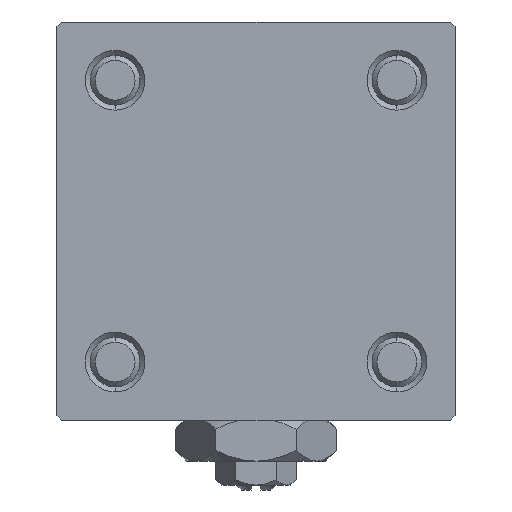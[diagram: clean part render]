
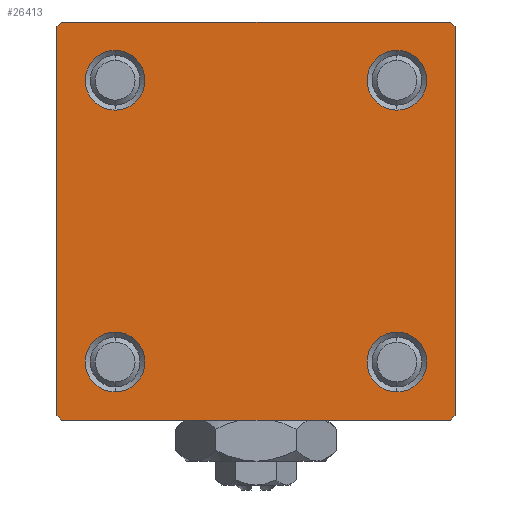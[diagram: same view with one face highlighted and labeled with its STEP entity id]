
A CAD part, left-side view. The second image highlights one B-rep face of the part: STEP entity #26413.
In plain terms, the highlighted planar face has unit normal (-1, 0, 0).
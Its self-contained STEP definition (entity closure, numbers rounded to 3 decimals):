
#200 = VERTEX_POINT ( 'NONE', #5401 ) ;
#566 = FACE_BOUND ( 'NONE', #43174, .T. ) ;
#962 = CARTESIAN_POINT ( 'NONE',  ( 0., 14.15, 17.15 ) ) ;
#1438 = ORIENTED_EDGE ( 'NONE', *, *, #45988, .T. ) ;
#1495 = ORIENTED_EDGE ( 'NONE', *, *, #48655, .T. ) ;
#2726 = CARTESIAN_POINT ( 'NONE',  ( 0., -19.5, -20. ) ) ;
#3069 = DIRECTION ( 'NONE',  ( 0., -0.707, -0.707 ) ) ;
#3983 = FACE_BOUND ( 'NONE', #30497, .T. ) ;
#4313 = LINE ( 'NONE', #8230, #27729 ) ;
#4586 = AXIS2_PLACEMENT_3D ( 'NONE', #16686, #8607, #17464 ) ;
#4915 = VERTEX_POINT ( 'NONE', #41166 ) ;
#5401 = CARTESIAN_POINT ( 'NONE',  ( 0., 20., 19.5 ) ) ;
#5649 = CARTESIAN_POINT ( 'NONE',  ( 0., -14.15, 14.15 ) ) ;
#6161 = EDGE_CURVE ( 'NONE', #48638, #200, #4313, .T. ) ;
#6784 = CARTESIAN_POINT ( 'NONE',  ( 0., 14.15, -14.15 ) ) ;
#7044 = DIRECTION ( 'NONE',  ( 0., 0., 1. ) ) ;
#7737 = ORIENTED_EDGE ( 'NONE', *, *, #44830, .T. ) ;
#7877 = VERTEX_POINT ( 'NONE', #17879 ) ;
#7885 = ORIENTED_EDGE ( 'NONE', *, *, #48614, .T. ) ;
#7931 = VERTEX_POINT ( 'NONE', #2726 ) ;
#8230 = CARTESIAN_POINT ( 'NONE',  ( 0., 19.75, 19.75 ) ) ;
#8469 = DIRECTION ( 'NONE',  ( 0., -1., 0. ) ) ;
#8607 = DIRECTION ( 'NONE',  ( 1., 0., 0. ) ) ;
#8939 = CARTESIAN_POINT ( 'NONE',  ( 0., -14.15, -11.15 ) ) ;
#8966 = AXIS2_PLACEMENT_3D ( 'NONE', #9813, #21554, #28615 ) ;
#9551 = CIRCLE ( 'NONE', #48698, 3. ) ;
#9813 = CARTESIAN_POINT ( 'NONE',  ( 0., -14.15, 14.15 ) ) ;
#9910 = CIRCLE ( 'NONE', #14890, 3. ) ;
#9930 = VERTEX_POINT ( 'NONE', #42542 ) ;
#10168 = EDGE_CURVE ( 'NONE', #47354, #47862, #27026, .T. ) ;
#10354 = CARTESIAN_POINT ( 'NONE',  ( 0., 14.15, -11.15 ) ) ;
#10636 = CIRCLE ( 'NONE', #8966, 3. ) ;
#11485 = EDGE_CURVE ( 'NONE', #50198, #9930, #9551, .T. ) ;
#11539 = CIRCLE ( 'NONE', #31555, 3. ) ;
#11605 = DIRECTION ( 'NONE',  ( 0., 0.707, 0.707 ) ) ;
#11906 = EDGE_CURVE ( 'NONE', #27526, #37850, #24596, .T. ) ;
#12077 = FACE_BOUND ( 'NONE', #34987, .T. ) ;
#12116 = VERTEX_POINT ( 'NONE', #962 ) ;
#12257 = VERTEX_POINT ( 'NONE', #10354 ) ;
#12379 = CARTESIAN_POINT ( 'NONE',  ( 0., 20., 20. ) ) ;
#13077 = ORIENTED_EDGE ( 'NONE', *, *, #49154, .T. ) ;
#14869 = VERTEX_POINT ( 'NONE', #46592 ) ;
#14890 = AXIS2_PLACEMENT_3D ( 'NONE', #6784, #34221, #7044 ) ;
#15116 = DIRECTION ( 'NONE',  ( 0., 0., 1. ) ) ;
#15212 = CIRCLE ( 'NONE', #50209, 3. ) ;
#16238 = FACE_BOUND ( 'NONE', #24247, .T. ) ;
#16403 = LINE ( 'NONE', #40419, #47384 ) ;
#16496 = DIRECTION ( 'NONE',  ( 0., 0., 1. ) ) ;
#16542 = ORIENTED_EDGE ( 'NONE', *, *, #31954, .T. ) ;
#16686 = CARTESIAN_POINT ( 'NONE',  ( 0., -14.15, -14.15 ) ) ;
#17464 = DIRECTION ( 'NONE',  ( 0., 0., 1. ) ) ;
#17650 = DIRECTION ( 'NONE',  ( 0., 0., 1. ) ) ;
#17879 = CARTESIAN_POINT ( 'NONE',  ( 0., 20., -19.5 ) ) ;
#18356 = ORIENTED_EDGE ( 'NONE', *, *, #45487, .T. ) ;
#18389 = VECTOR ( 'NONE', #3069, 1000. ) ;
#18535 = CARTESIAN_POINT ( 'NONE',  ( 0., 19.5, 20. ) ) ;
#19011 = AXIS2_PLACEMENT_3D ( 'NONE', #43919, #28513, #16496 ) ;
#19445 = LINE ( 'NONE', #30679, #50687 ) ;
#19558 = DIRECTION ( 'NONE',  ( 1., 0., 0. ) ) ;
#19732 = ORIENTED_EDGE ( 'NONE', *, *, #11485, .T. ) ;
#19739 = EDGE_LOOP ( 'NONE', ( #1495, #16542, #1438, #21426, #41016, #51319, #42670, #20649 ) ) ;
#20649 = ORIENTED_EDGE ( 'NONE', *, *, #6161, .T. ) ;
#21426 = ORIENTED_EDGE ( 'NONE', *, *, #45276, .T. ) ;
#21554 = DIRECTION ( 'NONE',  ( 1., 0., 0. ) ) ;
#22154 = EDGE_CURVE ( 'NONE', #47354, #14869, #19445, .T. ) ;
#22183 = DIRECTION ( 'NONE',  ( 1., 0., 0. ) ) ;
#22375 = CIRCLE ( 'NONE', #28230, 3. ) ;
#22591 = DIRECTION ( 'NONE',  ( 1., 0., 0. ) ) ;
#22644 = VERTEX_POINT ( 'NONE', #44613 ) ;
#22768 = DIRECTION ( 'NONE',  ( 0., -0.707, 0.707 ) ) ;
#24247 = EDGE_LOOP ( 'NONE', ( #7885, #13077 ) ) ;
#24596 = CIRCLE ( 'NONE', #4586, 3. ) ;
#26267 = CARTESIAN_POINT ( 'NONE',  ( 0., 14.15, -14.15 ) ) ;
#26413 = ADVANCED_FACE ( 'NONE', ( #12077, #3983, #16238, #566, #47577 ), #28000, .T. ) ;
#26465 = DIRECTION ( 'NONE',  ( 0., 0., 1. ) ) ;
#27026 = LINE ( 'NONE', #42937, #43680 ) ;
#27526 = VERTEX_POINT ( 'NONE', #42072 ) ;
#27729 = VECTOR ( 'NONE', #40066, 1000. ) ;
#28000 = PLANE ( 'NONE',  #19011 ) ;
#28230 = AXIS2_PLACEMENT_3D ( 'NONE', #26267, #22591, #50264 ) ;
#28513 = DIRECTION ( 'NONE',  ( -1., 0., 0. ) ) ;
#28615 = DIRECTION ( 'NONE',  ( 0., 0., 1. ) ) ;
#29799 = CARTESIAN_POINT ( 'NONE',  ( 0., 19.75, -19.75 ) ) ;
#30497 = EDGE_LOOP ( 'NONE', ( #7737, #41704 ) ) ;
#30535 = CARTESIAN_POINT ( 'NONE',  ( 0., 14.15, 14.15 ) ) ;
#30599 = LINE ( 'NONE', #47029, #34877 ) ;
#30679 = CARTESIAN_POINT ( 'NONE',  ( 0., -19.75, 19.75 ) ) ;
#31123 = DIRECTION ( 'NONE',  ( 0., -1., 0. ) ) ;
#31536 = EDGE_CURVE ( 'NONE', #48638, #14869, #48139, .T. ) ;
#31555 = AXIS2_PLACEMENT_3D ( 'NONE', #49750, #38267, #17650 ) ;
#31954 = EDGE_CURVE ( 'NONE', #7877, #22644, #33730, .T. ) ;
#32092 = DIRECTION ( 'NONE',  ( 0., 0., -1. ) ) ;
#32470 = ORIENTED_EDGE ( 'NONE', *, *, #46752, .T. ) ;
#33730 = LINE ( 'NONE', #29799, #18389 ) ;
#34221 = DIRECTION ( 'NONE',  ( 1., 0., 0. ) ) ;
#34282 = ORIENTED_EDGE ( 'NONE', *, *, #36617, .T. ) ;
#34877 = VECTOR ( 'NONE', #22768, 1000. ) ;
#34985 = CARTESIAN_POINT ( 'NONE',  ( 0., -20., 19.5 ) ) ;
#34987 = EDGE_LOOP ( 'NONE', ( #32470, #19732 ) ) ;
#36617 = EDGE_CURVE ( 'NONE', #12116, #45627, #15212, .T. ) ;
#37850 = VERTEX_POINT ( 'NONE', #8939 ) ;
#38256 = DIRECTION ( 'NONE',  ( 0., 0., -1. ) ) ;
#38267 = DIRECTION ( 'NONE',  ( 1., 0., 0. ) ) ;
#40066 = DIRECTION ( 'NONE',  ( 0., 0.707, -0.707 ) ) ;
#40419 = CARTESIAN_POINT ( 'NONE',  ( 0., 20., 20. ) ) ;
#40880 = CARTESIAN_POINT ( 'NONE',  ( 0., -20., -19.5 ) ) ;
#41016 = ORIENTED_EDGE ( 'NONE', *, *, #10168, .F. ) ;
#41166 = CARTESIAN_POINT ( 'NONE',  ( 0., 14.15, -17.15 ) ) ;
#41704 = ORIENTED_EDGE ( 'NONE', *, *, #11906, .T. ) ;
#42072 = CARTESIAN_POINT ( 'NONE',  ( 0., -14.15, -17.15 ) ) ;
#42542 = CARTESIAN_POINT ( 'NONE',  ( 0., -14.15, 17.15 ) ) ;
#42670 = ORIENTED_EDGE ( 'NONE', *, *, #31536, .F. ) ;
#42937 = CARTESIAN_POINT ( 'NONE',  ( 0., -20., 20. ) ) ;
#43174 = EDGE_LOOP ( 'NONE', ( #34282, #18356 ) ) ;
#43680 = VECTOR ( 'NONE', #38256, 1000. ) ;
#43919 = CARTESIAN_POINT ( 'NONE',  ( 0., 0., 0. ) ) ;
#44613 = CARTESIAN_POINT ( 'NONE',  ( 0., 19.5, -20. ) ) ;
#44830 = EDGE_CURVE ( 'NONE', #37850, #27526, #11539, .T. ) ;
#44940 = AXIS2_PLACEMENT_3D ( 'NONE', #30535, #22183, #50114 ) ;
#45276 = EDGE_CURVE ( 'NONE', #7931, #47862, #30599, .T. ) ;
#45338 = DIRECTION ( 'NONE',  ( 1., 0., 0. ) ) ;
#45487 = EDGE_CURVE ( 'NONE', #45627, #12116, #49799, .T. ) ;
#45627 = VERTEX_POINT ( 'NONE', #49274 ) ;
#45988 = EDGE_CURVE ( 'NONE', #22644, #7931, #47034, .T. ) ;
#46592 = CARTESIAN_POINT ( 'NONE',  ( 0., -19.5, 20. ) ) ;
#46713 = CARTESIAN_POINT ( 'NONE',  ( 0., 14.15, 14.15 ) ) ;
#46752 = EDGE_CURVE ( 'NONE', #9930, #50198, #10636, .T. ) ;
#47029 = CARTESIAN_POINT ( 'NONE',  ( 0., -19.75, -19.75 ) ) ;
#47034 = LINE ( 'NONE', #47283, #51587 ) ;
#47283 = CARTESIAN_POINT ( 'NONE',  ( 0., 20., -20. ) ) ;
#47354 = VERTEX_POINT ( 'NONE', #34985 ) ;
#47384 = VECTOR ( 'NONE', #32092, 1000. ) ;
#47577 = FACE_OUTER_BOUND ( 'NONE', #19739, .T. ) ;
#47862 = VERTEX_POINT ( 'NONE', #40880 ) ;
#48139 = LINE ( 'NONE', #12379, #48419 ) ;
#48407 = CARTESIAN_POINT ( 'NONE',  ( 0., -14.15, 11.15 ) ) ;
#48419 = VECTOR ( 'NONE', #8469, 1000. ) ;
#48614 = EDGE_CURVE ( 'NONE', #12257, #4915, #9910, .T. ) ;
#48638 = VERTEX_POINT ( 'NONE', #18535 ) ;
#48655 = EDGE_CURVE ( 'NONE', #200, #7877, #16403, .T. ) ;
#48698 = AXIS2_PLACEMENT_3D ( 'NONE', #5649, #45338, #26465 ) ;
#49154 = EDGE_CURVE ( 'NONE', #4915, #12257, #22375, .T. ) ;
#49274 = CARTESIAN_POINT ( 'NONE',  ( 0., 14.15, 11.15 ) ) ;
#49750 = CARTESIAN_POINT ( 'NONE',  ( 0., -14.15, -14.15 ) ) ;
#49799 = CIRCLE ( 'NONE', #44940, 3. ) ;
#50114 = DIRECTION ( 'NONE',  ( 0., 0., 1. ) ) ;
#50198 = VERTEX_POINT ( 'NONE', #48407 ) ;
#50209 = AXIS2_PLACEMENT_3D ( 'NONE', #46713, #19558, #15116 ) ;
#50264 = DIRECTION ( 'NONE',  ( 0., 0., 1. ) ) ;
#50687 = VECTOR ( 'NONE', #11605, 1000. ) ;
#51319 = ORIENTED_EDGE ( 'NONE', *, *, #22154, .T. ) ;
#51587 = VECTOR ( 'NONE', #31123, 1000. ) ;
